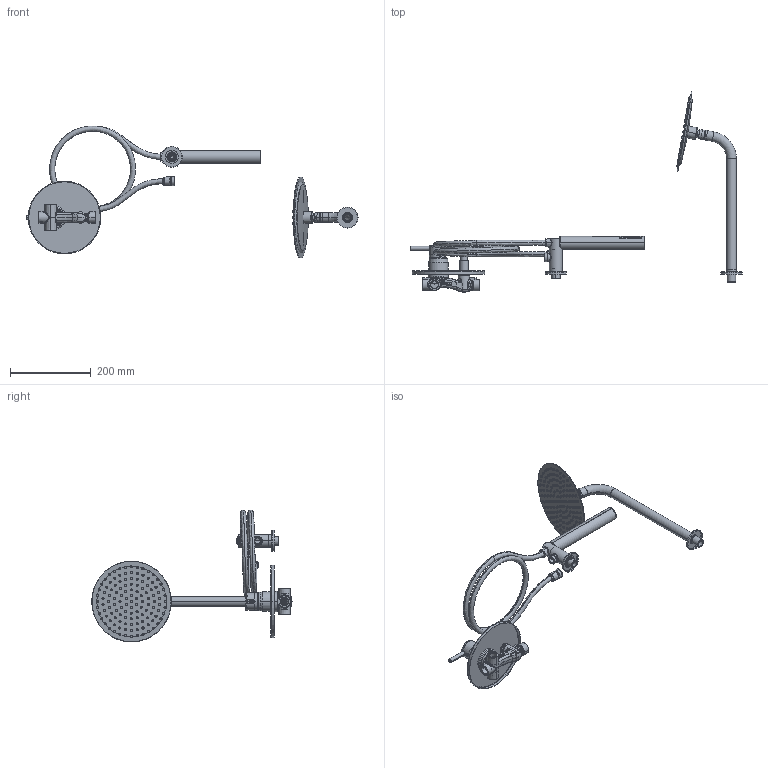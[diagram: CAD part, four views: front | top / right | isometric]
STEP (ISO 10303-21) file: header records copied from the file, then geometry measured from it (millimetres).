
FILE_DESCRIPTION((''),'2;1');
FILE_NAME('BCK7P-SET1-S_ASM','2024-12-05T',('Administrator'),(''),'PRO/ENGINEER BY PARAMETRIC TECHNOLOGY CORPORATION, 2010430','PRO/ENGINEER BY PARAMETRIC TECHNOLOGY CORPORATION, 2010430','');
FILE_SCHEMA(('CONFIG_CONTROL_DESIGN'));
Products named in the file (32): 2120015; 2720003; 2640019; 2020004; 2020055; 2540181; 2240107; 2070001; 2210003; 2050101; 2050102; 2650012-4; 2550078; 2650012-3; 2550159; 2650012-2; 2050017; 2550023; 2650012-1; 2540110; 2670492; 2810104; 2810130; 2610403; 2860156; 2860121-02; 2860126_ASM; 2550175; 2660065; 2850002; 2040092; BCK7P-SET1-S_ASM
Assembly tree (34 placements, depth 3):
  BCK7P-SET1-S_ASM
    2120015
    2720003
    2640019
    2020004
    2020055
    2540181
    2240107
    2070001
    2210003
    2050101
    2050102
    2650012-4
    2550078
    2650012-3
    2550159
    2650012-2
    2050017
    2550023  x2
    2650012-1
    2540110  x2
    2670492
    2810104
    2810130
    2610403
    2860126_ASM
      2860156
      2860121-02  x2
    2550175
    2660065
    2850002
    2040092
Bounding box: 821.27 x 496.21 x 326.4 mm (x, y, z)
Volume: 627549.2 mm3; surface area: 505237 mm2
Topology: 40 solids, 40 shells, 2544 faces, 5978 edges, 3769 vertices
Faces by surface type: plane 823, cylinder 823, bspline 507, cone 176, torus 167, sphere 35, extrusion 13
Entity records: 108252 total; most frequent: CARTESIAN_POINT 53630, ORIENTED_EDGE 11708, DIRECTION 10204, EDGE_CURVE 5854, AXIS2_PLACEMENT_3D 3970, VERTEX_POINT 3709, EDGE_LOOP 2867, FACE_OUTER_BOUND 2503
